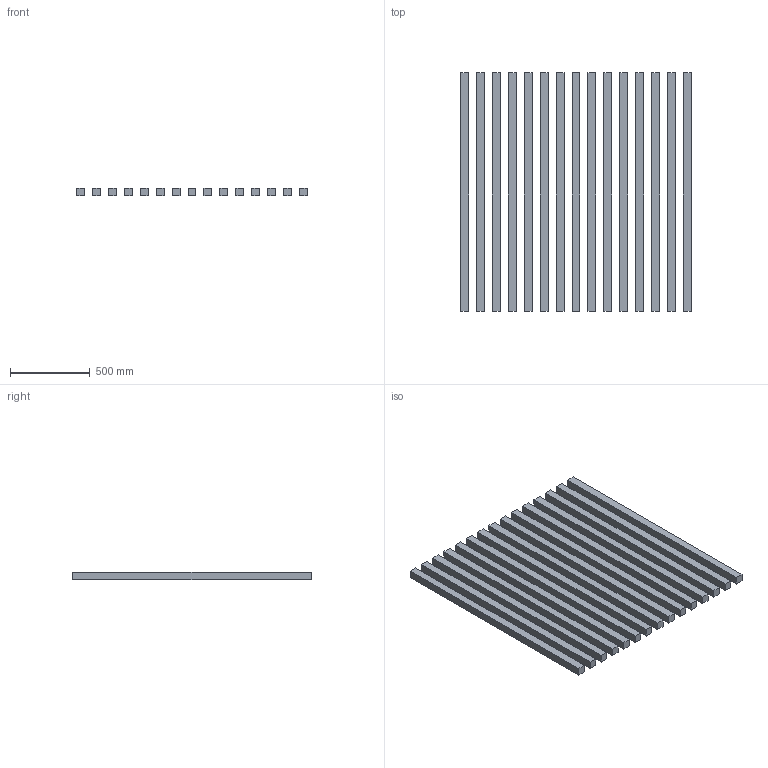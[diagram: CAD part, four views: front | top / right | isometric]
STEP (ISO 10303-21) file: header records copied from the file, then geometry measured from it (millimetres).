
FILE_DESCRIPTION(/* description */ (''),/* implementation_level */ '2;1');
FILE_NAME(/* name */ '5cm_slit v1.step',/* time_stamp */ '2025-10-27T21:14:35+09:00',/* author */ (''),/* organization */ (''),/* preprocessor_version */ 'ST-DEVELOPER v20.1',/* originating_system */ 'Autodesk Translation Framework v14.17.0.0',/* authorisation */ '');
FILE_SCHEMA (('AUTOMOTIVE_DESIGN { 1 0 10303 214 3 1 1 }'));
Length unit declared in the file: metre
Products named in the file (1): 5cm_slit
Bounding box: 1450 x 1500 x 50 mm (x, y, z)
Volume: 56250000 mm3; surface area: 4575000 mm2
Topology: 15 solids, 15 shells, 90 faces, 180 edges, 120 vertices
Faces by surface type: plane 90
Entity records: 2303 total; most frequent: CARTESIAN_POINT 391, DIRECTION 362, ORIENTED_EDGE 360, LINE 180, VECTOR 180, EDGE_CURVE 180, VERTEX_POINT 120, AXIS2_PLACEMENT_3D 91
